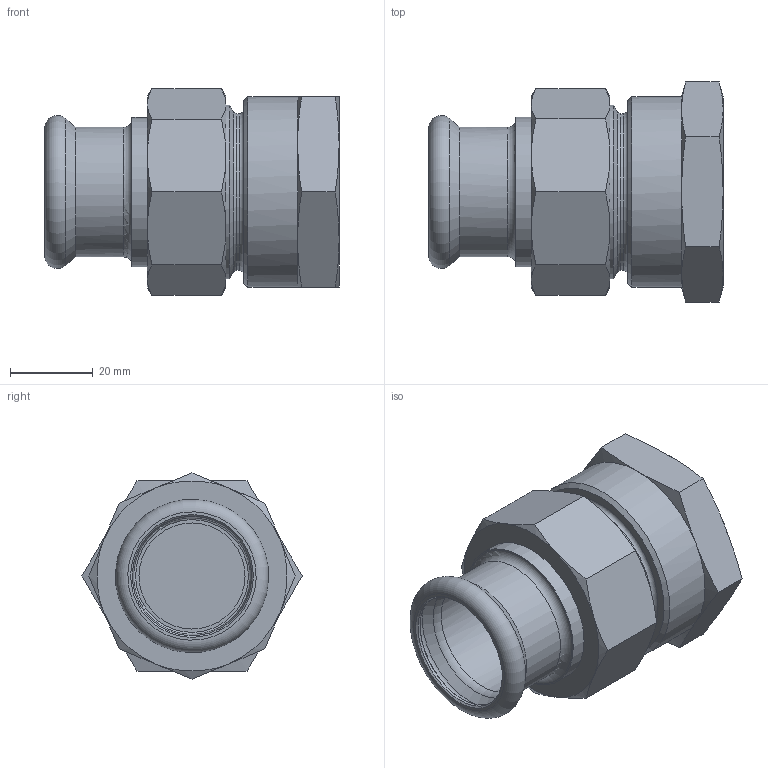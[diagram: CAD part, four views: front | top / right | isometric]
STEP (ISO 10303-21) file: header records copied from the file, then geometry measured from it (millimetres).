
FILE_DESCRIPTION(/* description */ (''),/* implementation_level */ '2;1');
FILE_NAME(/* name */ '45406.stp',/* time_stamp */ '2023-09-08T11:37:36+02:00',/* author */ ('JANAN'),/* organization */ (''),/* preprocessor_version */ 'ST-DEVELOPER v19.2',/* originating_system */ 'Autodesk Inventor 2023',/* authorisation */ '');
FILE_SCHEMA (('AUTOMOTIVE_DESIGN { 1 0 10303 214 3 1 1 }'));
Length unit declared in the file: millimetre
Products named in the file (1): tmp6C2F.tmp
Bounding box: 71 x 53.12 x 49.79 mm (x, y, z)
Volume: 70365.2 mm3; surface area: 22530.9 mm2
Topology: 2 solids, 2 shells, 82 faces, 169 edges, 99 vertices
Faces by surface type: cone 36, plane 26, cylinder 11, torus 9
Full cylindrical faces by diameter (mm): 25.6 x2, 28.2 x1, 28.8 x1, 30.291 x1, 31.3 x1, 34.5 x1, 36 x1, 37.9 x1, 41.91 x1, 46 x1
Entity records: 2337 total; most frequent: CARTESIAN_POINT 565, DIRECTION 359, ORIENTED_EDGE 338, EDGE_CURVE 169, AXIS2_PLACEMENT_3D 163, VERTEX_POINT 99, EDGE_LOOP 92, STYLED_ITEM 84
